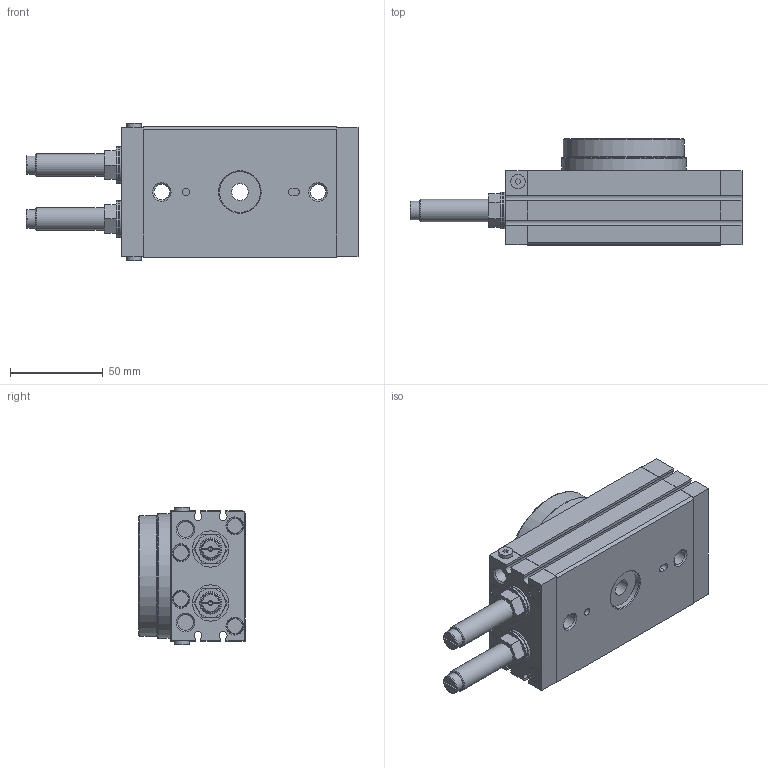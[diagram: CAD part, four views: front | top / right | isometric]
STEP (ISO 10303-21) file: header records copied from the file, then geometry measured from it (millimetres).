
FILE_DESCRIPTION( ( 'STEP AP214' ), '1' );
FILE_NAME( 'HRQ30A+().stp', '2021-09-12T12:19:38', ( 'License CC BY-ND 4.0' ), ( 'CADENAS' ), ' ', 'PARTsolutions', ' ' );
FILE_SCHEMA( ( 'AUTOMOTIVE_DESIGN { 1 0 10303 214 1 1 1 1 }' ) );
Length unit declared in the file: millimetre
Products named in the file (3): HRQ30A+(); _HRQ30-A-dummy; _HRQ30-A_part
Assembly tree (2 placements, depth 2):
  HRQ30A+()
    _HRQ30-A-dummy
    _HRQ30-A_part
Bounding box: 178.5 x 57 x 74 mm (x, y, z)
Volume: 396497.6 mm3; surface area: 56447.5 mm2
Topology: 1 solids, 1 shells, 338 faces, 728 edges, 464 vertices
Faces by surface type: plane 164, cylinder 84, cone 69, torus 21
Full cylindrical faces by diameter (mm): 2 x2, 2.622 x6, 4 x2, 4.917 x12, 7.78 x6, 7.8 x2, 8.28 x6, 8.376 x4, 8.5 x10, 9 x9, 10 x2, 12 x2, 14 x2, 19.5 x4, 22 x1, 31 x1, 32 x1, 65 x1, 67 x1
Entity records: 11171 total; most frequent: CARTESIAN_POINT 1551, DIRECTION 1475, ORIENTED_EDGE 1136, AXIS2_PLACEMENT_3D 606, EDGE_CURVE 568, EDGE_LOOP 559, VERTEX_POINT 449, FACE_OUTER_BOUND 417
